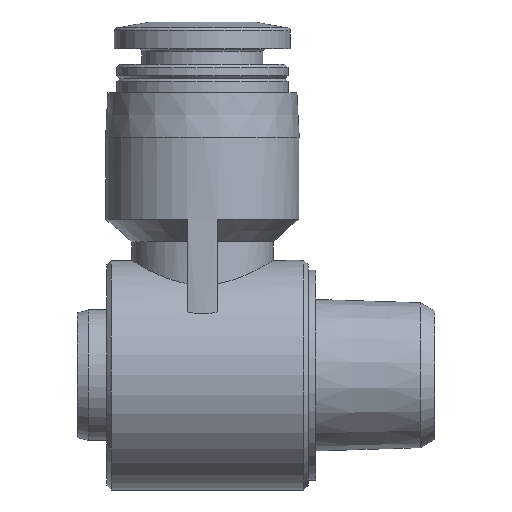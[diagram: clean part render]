
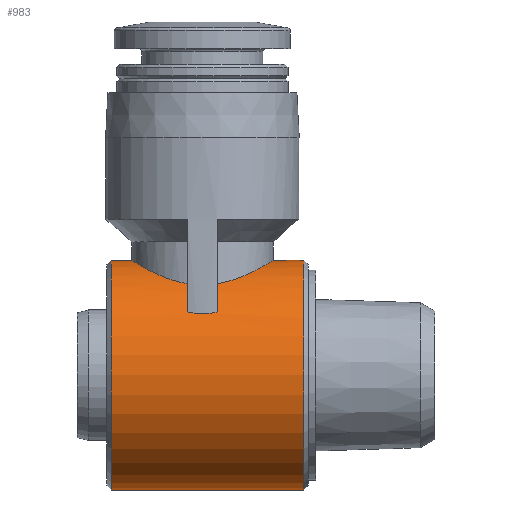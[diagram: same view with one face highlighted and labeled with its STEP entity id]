
A CAD part, left-side view. The second image highlights one B-rep face of the part: STEP entity #983.
In plain terms, the highlighted cylindrical face has radius 7.7 mm (diameter 15.4 mm), a full revolution.
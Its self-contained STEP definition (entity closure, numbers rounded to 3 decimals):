
#97=B_SPLINE_CURVE_WITH_KNOTS('',3,(#1351,#1352,#1353,#1354,#1355,#1356,
#1357,#1358,#1359),.UNSPECIFIED.,.F.,.F.,(4,1,1,1,1,1,4),(0.009,
0.012,0.014,0.015,0.017,
0.019,0.022),.UNSPECIFIED.);
#98=B_SPLINE_CURVE_WITH_KNOTS('',3,(#1364,#1365,#1366,#1367),
 .UNSPECIFIED.,.F.,.F.,(4,4),(0.,0.002),.UNSPECIFIED.);
#99=B_SPLINE_CURVE_WITH_KNOTS('',3,(#1371,#1372,#1373,#1374,#1375,#1376,
#1377,#1378,#1379),.UNSPECIFIED.,.F.,.F.,(4,1,1,1,1,1,4),(0.024,
0.027,0.029,0.031,0.032,
0.034,0.037),.UNSPECIFIED.);
#100=B_SPLINE_CURVE_WITH_KNOTS('',3,(#1383,#1384,#1385,#1386),
 .UNSPECIFIED.,.F.,.F.,(4,4),(0.,0.002),.UNSPECIFIED.);
#115=ORIENTED_EDGE('',*,*,#269,.F.);
#116=ORIENTED_EDGE('',*,*,#270,.T.);
#117=ORIENTED_EDGE('',*,*,#271,.F.);
#118=ORIENTED_EDGE('',*,*,#272,.F.);
#119=ORIENTED_EDGE('',*,*,#273,.F.);
#120=ORIENTED_EDGE('',*,*,#274,.F.);
#121=ORIENTED_EDGE('',*,*,#275,.F.);
#122=ORIENTED_EDGE('',*,*,#276,.F.);
#123=ORIENTED_EDGE('',*,*,#277,.F.);
#124=ORIENTED_EDGE('',*,*,#278,.F.);
#269=EDGE_CURVE('',#346,#346,#407,.T.);
#270=EDGE_CURVE('',#347,#347,#408,.T.);
#271=EDGE_CURVE('',#348,#349,#97,.T.);
#272=EDGE_CURVE('',#350,#348,#409,.T.);
#273=EDGE_CURVE('',#351,#350,#98,.T.);
#274=EDGE_CURVE('',#352,#351,#410,.T.);
#275=EDGE_CURVE('',#353,#352,#99,.T.);
#276=EDGE_CURVE('',#354,#353,#411,.T.);
#277=EDGE_CURVE('',#355,#354,#100,.T.);
#278=EDGE_CURVE('',#349,#355,#412,.T.);
#346=VERTEX_POINT('',#1348);
#347=VERTEX_POINT('',#1350);
#348=VERTEX_POINT('',#1360);
#349=VERTEX_POINT('',#1361);
#350=VERTEX_POINT('',#1363);
#351=VERTEX_POINT('',#1368);
#352=VERTEX_POINT('',#1370);
#353=VERTEX_POINT('',#1380);
#354=VERTEX_POINT('',#1382);
#355=VERTEX_POINT('',#1387);
#407=CIRCLE('',#1042,7.7);
#408=CIRCLE('',#1043,7.7);
#409=CIRCLE('',#1044,7.7);
#410=CIRCLE('',#1045,7.7);
#411=CIRCLE('',#1046,7.7);
#412=CIRCLE('',#1047,7.7);
#449=EDGE_LOOP('',(#115));
#450=EDGE_LOOP('',(#116));
#451=EDGE_LOOP('',(#117,#118,#119,#120,#121,#122,#123,#124));
#534=FACE_BOUND('',#449,.T.);
#535=FACE_BOUND('',#450,.T.);
#536=FACE_BOUND('',#451,.T.);
#618=CYLINDRICAL_SURFACE('',#1041,7.7);
#983=ADVANCED_FACE('',(#534,#535,#536),#618,.T.);
#1041=AXIS2_PLACEMENT_3D('',#1346,#1140,#1141);
#1042=AXIS2_PLACEMENT_3D('',#1347,#1142,#1143);
#1043=AXIS2_PLACEMENT_3D('',#1349,#1144,#1145);
#1044=AXIS2_PLACEMENT_3D('',#1362,#1146,#1147);
#1045=AXIS2_PLACEMENT_3D('',#1369,#1148,#1149);
#1046=AXIS2_PLACEMENT_3D('',#1381,#1150,#1151);
#1047=AXIS2_PLACEMENT_3D('',#1388,#1152,#1153);
#1140=DIRECTION('',(0.,-1.,0.));
#1141=DIRECTION('',(0.,0.,-1.));
#1142=DIRECTION('',(0.,-1.,0.));
#1143=DIRECTION('',(0.,0.,-1.));
#1144=DIRECTION('',(0.,-1.,0.));
#1145=DIRECTION('',(0.,0.,-1.));
#1146=DIRECTION('',(0.,-1.,0.));
#1147=DIRECTION('',(1.,0.,0.));
#1148=DIRECTION('',(0.,1.,0.));
#1149=DIRECTION('',(-1.,0.,0.));
#1150=DIRECTION('',(0.,1.,0.));
#1151=DIRECTION('',(-1.,0.,0.));
#1152=DIRECTION('',(0.,-1.,0.));
#1153=DIRECTION('',(1.,0.,0.));
#1346=CARTESIAN_POINT('',(0.,-15.6,0.));
#1347=CARTESIAN_POINT('',(0.,-6.8,0.));
#1348=CARTESIAN_POINT('',(0.,-6.8,-7.7));
#1349=CARTESIAN_POINT('',(0.,6.1,0.));
#1350=CARTESIAN_POINT('',(0.,6.1,-7.7));
#1351=CARTESIAN_POINT('',(4.644,1.,6.142));
#1352=CARTESIAN_POINT('',(4.412,2.076,6.317));
#1353=CARTESIAN_POINT('',(3.533,3.473,6.951));
#1354=CARTESIAN_POINT('',(1.664,4.549,7.574));
#1355=CARTESIAN_POINT('',(0.006,4.85,7.763));
#1356=CARTESIAN_POINT('',(-1.662,4.551,7.575));
#1357=CARTESIAN_POINT('',(-3.539,3.469,6.949));
#1358=CARTESIAN_POINT('',(-4.413,2.07,6.317));
#1359=CARTESIAN_POINT('',(-4.644,1.,6.142));
#1360=CARTESIAN_POINT('',(4.644,1.,6.142));
#1361=CARTESIAN_POINT('',(-4.644,1.,6.142));
#1362=CARTESIAN_POINT('',(0.,1.,0.));
#1363=CARTESIAN_POINT('',(6.423,1.,4.247));
#1364=CARTESIAN_POINT('',(6.423,-1.,4.247));
#1365=CARTESIAN_POINT('',(6.524,-0.346,4.093));
#1366=CARTESIAN_POINT('',(6.525,0.345,4.093));
#1367=CARTESIAN_POINT('',(6.423,1.,4.247));
#1368=CARTESIAN_POINT('',(6.423,-1.,4.247));
#1369=CARTESIAN_POINT('',(0.,-1.,0.));
#1370=CARTESIAN_POINT('',(4.644,-1.,6.142));
#1371=CARTESIAN_POINT('',(-4.644,-1.,6.142));
#1372=CARTESIAN_POINT('',(-4.411,-2.081,6.318));
#1373=CARTESIAN_POINT('',(-3.532,-3.474,6.952));
#1374=CARTESIAN_POINT('',(-1.659,-4.552,7.575));
#1375=CARTESIAN_POINT('',(0.012,-4.85,7.763));
#1376=CARTESIAN_POINT('',(1.672,-4.547,7.572));
#1377=CARTESIAN_POINT('',(3.544,-3.463,6.946));
#1378=CARTESIAN_POINT('',(4.413,-2.07,6.316));
#1379=CARTESIAN_POINT('',(4.644,-1.,6.142));
#1380=CARTESIAN_POINT('',(-4.644,-1.,6.142));
#1381=CARTESIAN_POINT('',(0.,-1.,0.));
#1382=CARTESIAN_POINT('',(-6.423,-1.,4.247));
#1383=CARTESIAN_POINT('',(-6.423,1.,4.247));
#1384=CARTESIAN_POINT('',(-6.524,0.346,4.093));
#1385=CARTESIAN_POINT('',(-6.525,-0.345,4.093));
#1386=CARTESIAN_POINT('',(-6.423,-1.,4.247));
#1387=CARTESIAN_POINT('',(-6.423,1.,4.247));
#1388=CARTESIAN_POINT('',(0.,1.,0.));
